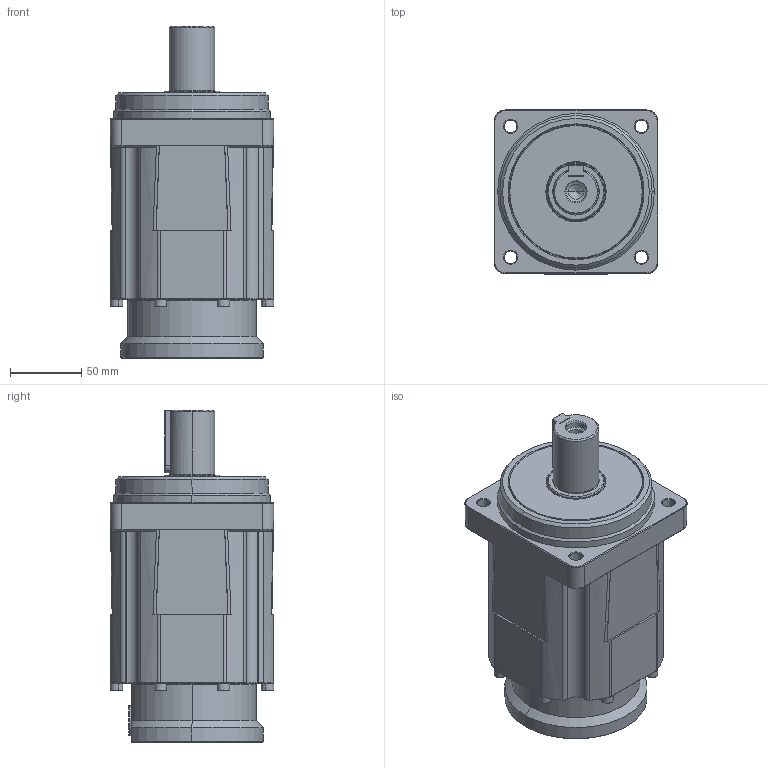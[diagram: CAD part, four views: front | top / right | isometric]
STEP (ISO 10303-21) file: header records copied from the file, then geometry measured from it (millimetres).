
FILE_DESCRIPTION (( 'STEP AP214' ), '1' );
FILE_NAME ('Outside_C013670_HPN-32A-xxx-J6AHC-BI2-BL3 .step', '2023-04-06T01:52:22', ( 'Windows ユーザー' ), ( '' ), 'SwSTEP 2.0', 'SolidWorks 2021', '' );
FILE_SCHEMA (( 'AUTOMOTIVE_DESIGN' ));
Length unit declared in the file: millimetre
Products named in the file (1): Outside_C013670_HPN-32A-xxx-J6AHC-BI2-BL3 
Bounding box: 115 x 115 x 233.2 mm (x, y, z)
Volume: 1897337.9 mm3; surface area: 128419.3 mm2
Topology: 2 solids, 2 shells, 627 faces, 1531 edges, 954 vertices
Faces by surface type: plane 262, cylinder 167, cone 105, torus 48, bspline 45
Entity records: 32133 total; most frequent: CARTESIAN_POINT 11164, ORIENTED_EDGE 3042, DIRECTION 3029, EDGE_CURVE 1521, AXIS2_PLACEMENT_3D 1135, VERTEX_POINT 954, VECTOR 759, LINE 759
